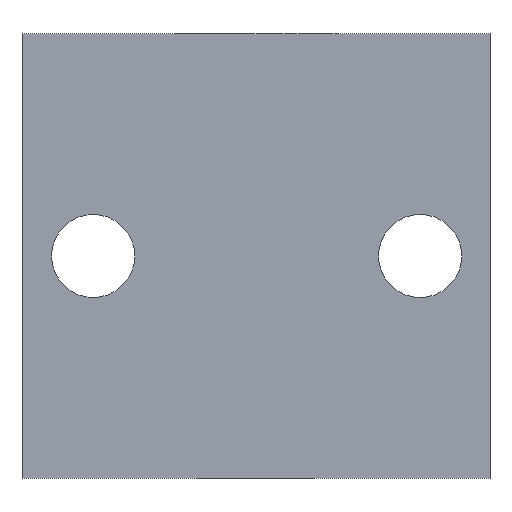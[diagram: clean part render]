
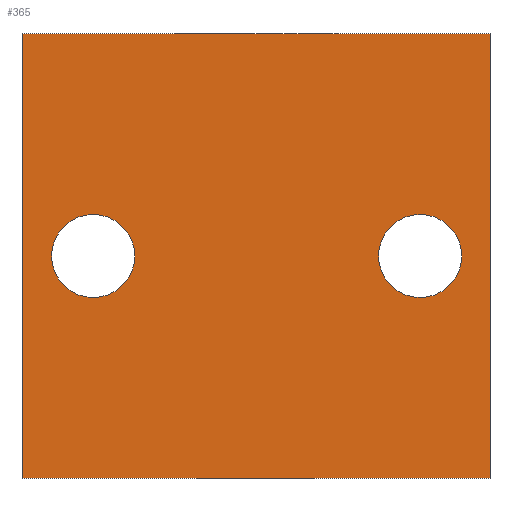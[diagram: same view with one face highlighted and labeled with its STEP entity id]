
A CAD part, front view. The second image highlights one B-rep face of the part: STEP entity #365.
In plain terms, the highlighted planar face has unit normal (0, -1, 0).
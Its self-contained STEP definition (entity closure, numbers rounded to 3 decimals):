
#22=FACE_BOUND('',#123,.T.);
#23=FACE_BOUND('',#124,.T.);
#35=LINE('',#853,#58);
#37=LINE('',#859,#60);
#43=LINE('',#987,#66);
#46=LINE('',#992,#69);
#58=VECTOR('',#453,10.);
#60=VECTOR('',#459,10.);
#66=VECTOR('',#483,10.);
#69=VECTOR('',#490,10.);
#78=PLANE('',#408);
#98=FACE_OUTER_BOUND('',#122,.T.);
#122=EDGE_LOOP('',(#330,#331,#332,#333));
#123=EDGE_LOOP('',(#334));
#124=EDGE_LOOP('',(#335));
#150=CIRCLE('',#399,1.775);
#151=CIRCLE('',#401,1.775);
#180=VERTEX_POINT('',#850);
#181=VERTEX_POINT('',#852);
#183=VERTEX_POINT('',#858);
#184=VERTEX_POINT('',#862);
#185=VERTEX_POINT('',#866);
#186=VERTEX_POINT('',#986);
#219=EDGE_CURVE('',#181,#180,#35,.T.);
#222=EDGE_CURVE('',#183,#181,#37,.T.);
#225=EDGE_CURVE('',#184,#184,#150,.T.);
#227=EDGE_CURVE('',#185,#185,#151,.T.);
#234=EDGE_CURVE('',#183,#186,#43,.T.);
#237=EDGE_CURVE('',#186,#180,#46,.T.);
#330=ORIENTED_EDGE('',*,*,#219,.T.);
#331=ORIENTED_EDGE('',*,*,#237,.F.);
#332=ORIENTED_EDGE('',*,*,#234,.F.);
#333=ORIENTED_EDGE('',*,*,#222,.T.);
#334=ORIENTED_EDGE('',*,*,#225,.T.);
#335=ORIENTED_EDGE('',*,*,#227,.T.);
#365=ADVANCED_FACE('',(#98,#22,#23),#78,.T.);
#399=AXIS2_PLACEMENT_3D('',#864,#464,#465);
#401=AXIS2_PLACEMENT_3D('',#868,#469,#470);
#408=AXIS2_PLACEMENT_3D('',#991,#488,#489);
#453=DIRECTION('',(-1.,0.,0.));
#459=DIRECTION('',(0.,0.,1.));
#464=DIRECTION('center_axis',(0.,1.,0.));
#465=DIRECTION('ref_axis',(-1.,0.,0.));
#469=DIRECTION('center_axis',(0.,1.,0.));
#470=DIRECTION('ref_axis',(-1.,0.,0.));
#483=DIRECTION('',(-1.,0.,0.));
#488=DIRECTION('center_axis',(0.,-1.,0.));
#489=DIRECTION('ref_axis',(1.,0.,0.));
#490=DIRECTION('',(0.,0.,1.));
#850=CARTESIAN_POINT('',(0.,0.,14.));
#852=CARTESIAN_POINT('',(20.,0.,14.));
#853=CARTESIAN_POINT('',(5.,0.,14.));
#858=CARTESIAN_POINT('',(20.,0.,-5.));
#859=CARTESIAN_POINT('',(20.,0.,0.));
#862=CARTESIAN_POINT('',(4.816,0.,4.5));
#864=CARTESIAN_POINT('Origin',(3.041,0.,4.5));
#866=CARTESIAN_POINT('',(18.787,0.,4.5));
#868=CARTESIAN_POINT('Origin',(17.012,0.,4.5));
#986=CARTESIAN_POINT('',(0.,0.,-5.));
#987=CARTESIAN_POINT('',(0.,0.,-5.));
#991=CARTESIAN_POINT('Origin',(0.,0.,0.));
#992=CARTESIAN_POINT('',(0.,0.,0.));
